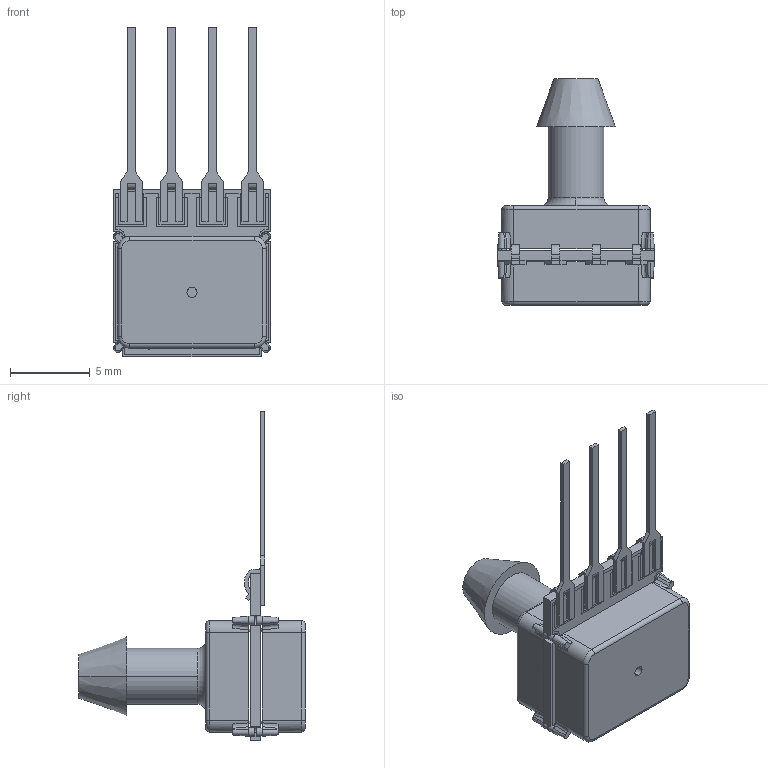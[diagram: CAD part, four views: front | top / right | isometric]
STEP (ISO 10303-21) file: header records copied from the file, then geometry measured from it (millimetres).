
FILE_DESCRIPTION (( 'STEP AP203' ), '1' );
FILE_NAME ('HANH.STEP', '2020-01-31T18:19:51', ( '' ), ( '' ), 'SwSTEP 2.0', 'SolidWorks 2010', '' );
FILE_SCHEMA (( 'CONFIG_CONTROL_DESIGN' ));
Length unit declared in the file: inch
Products named in the file (5): AS01-01-044 Rev A; HANH; ceramic-SIP; Lead-0.10PitchStraightCenter Cut With Sheet metal Bend; AS01-01-045 Rev A
Assembly tree (7 placements, depth 2):
  HANH
    Lead-0.10PitchStraightCenter Cut With Sheet metal Bend  x4
    ceramic-SIP
    AS01-01-044 Rev A
    AS01-01-045 Rev A
Bounding box: 9.9 x 14.19 x 20.67 mm (x, y, z)
Volume: 352.8 mm3; surface area: 1363.2 mm2
Topology: 15 solids, 15 shells, 532 faces, 1376 edges, 892 vertices
Faces by surface type: plane 322, cylinder 130, torus 34, cone 30, bspline 16
Entity records: 14197 total; most frequent: CARTESIAN_POINT 2900, DIRECTION 2256, ORIENTED_EDGE 2224, EDGE_CURVE 1112, AXIS2_PLACEMENT_3D 778, VERTEX_POINT 718, VECTOR 700, LINE 700
